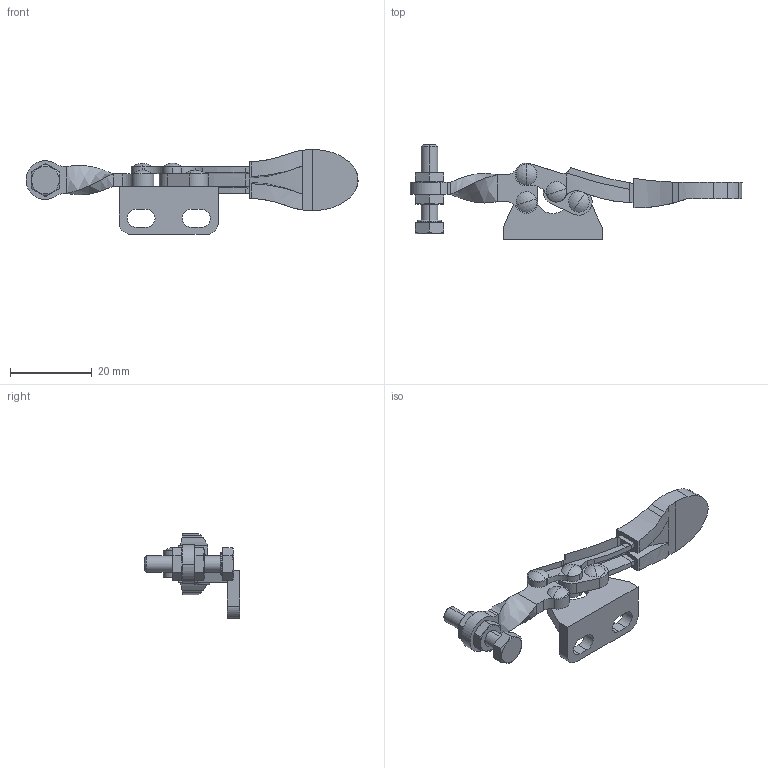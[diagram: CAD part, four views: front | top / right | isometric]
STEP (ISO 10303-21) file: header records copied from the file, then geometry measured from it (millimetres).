
FILE_DESCRIPTION (( 'STEP AP214' ), '1' );
FILE_NAME ('GH-201-AR(Â²¤Æ).STEP', '2020-07-17T00:39:35', ( 'LinWei' ), ( '' ), 'SwSTEP 2.0', 'SolidWorks 2016', '' );
FILE_SCHEMA (( 'AUTOMOTIVE_DESIGN' ));
Length unit declared in the file: millimetre
Products named in the file (6): GH-201-AR(簡化); 鏡射1201AL13-1^GH-201-AR(簡化); Group5^GH-201-AR(簡化); Group3^GH-201-AR(簡化); Group2^GH-201-AR(簡化); Group1^GH-201-AR(簡化)
Assembly tree (5 placements, depth 2):
  GH-201-AR(簡化)
    Group1^GH-201-AR(簡化)
    Group2^GH-201-AR(簡化)
    Group3^GH-201-AR(簡化)
    Group5^GH-201-AR(簡化)
    鏡射1201AL13-1^GH-201-AR(簡化)
Bounding box: 81.19 x 23.26 x 20.77 mm (x, y, z)
Volume: 2456 mm3; surface area: 5774.3 mm2
Topology: 6 solids, 15 shells, 291 faces, 684 edges, 440 vertices
Faces by surface type: cylinder 129, plane 91, cone 36, torus 14, bspline 13, sphere 8
Entity records: 10250 total; most frequent: CARTESIAN_POINT 2771, DIRECTION 1423, ORIENTED_EDGE 1352, EDGE_CURVE 684, AXIS2_PLACEMENT_3D 589, VERTEX_POINT 440, EDGE_LOOP 330, CIRCLE 302
